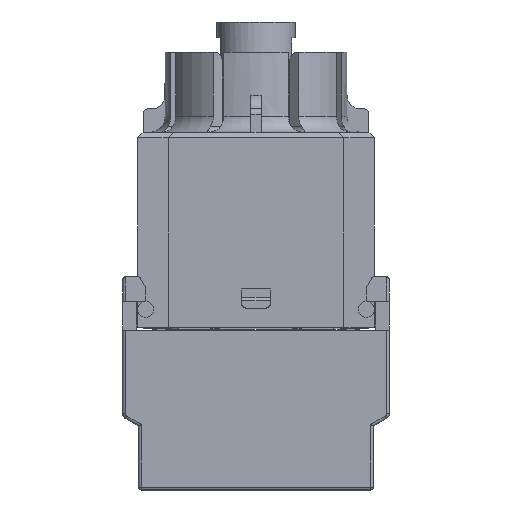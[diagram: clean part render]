
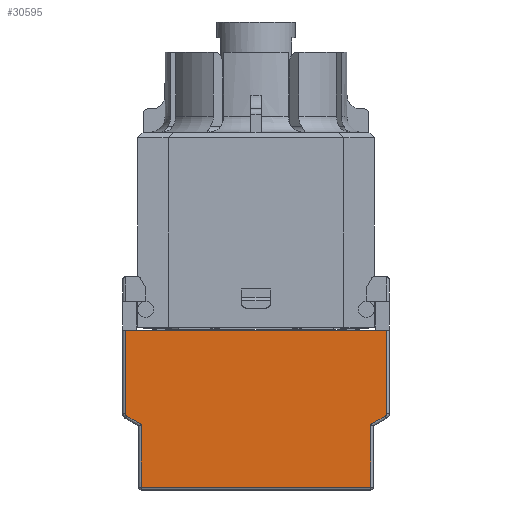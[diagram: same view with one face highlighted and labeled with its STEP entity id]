
A CAD part, left-side view. The second image highlights one B-rep face of the part: STEP entity #30595.
In plain terms, the highlighted planar face has unit normal (-1, 0, 0).
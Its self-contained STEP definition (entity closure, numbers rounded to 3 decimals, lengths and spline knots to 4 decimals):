
#1967=CIRCLE($,#32644,0.025);
#1980=CIRCLE($,#32673,0.025);
#3191=FACE_OUTER_BOUND($,#4962,.T.);
#4962=EDGE_LOOP($,(#25447,#25448,#25449,#25450,#25451,#25452,#25453,#25454,
#25455,#25456));
#7935=LINE($,#61120,#11088);
#7937=LINE($,#61137,#11090);
#7938=LINE($,#61151,#11091);
#7939=LINE($,#61153,#11092);
#7943=LINE($,#61163,#11096);
#7949=LINE($,#61193,#11102);
#7950=LINE($,#61209,#11103);
#7951=LINE($,#61211,#11104);
#11088=VECTOR($,#38689,0.7845);
#11090=VECTOR($,#38699,0.1588);
#11091=VECTOR($,#38722,0.5894);
#11092=VECTOR($,#38725,2.15);
#11096=VECTOR($,#38737,0.5894);
#11102=VECTOR($,#38763,0.1588);
#11103=VECTOR($,#38772,0.7845);
#11104=VECTOR($,#38775,2.45);
#14292=VERTEX_POINT($,#61109);
#14294=VERTEX_POINT($,#61117);
#14295=VERTEX_POINT($,#61119);
#14296=VERTEX_POINT($,#61132);
#14297=VERTEX_POINT($,#61136);
#14299=VERTEX_POINT($,#61145);
#14301=VERTEX_POINT($,#61162);
#14306=VERTEX_POINT($,#61191);
#14307=VERTEX_POINT($,#61203);
#14308=VERTEX_POINT($,#61207);
#18261=EDGE_CURVE($,#14294,#14295,#7935,.T.);
#18265=EDGE_CURVE($,#14295,#14296,#1967,.T.);
#18266=EDGE_CURVE($,#14296,#14297,#7937,.T.);
#18274=EDGE_CURVE($,#14297,#14299,#7938,.T.);
#18275=EDGE_CURVE($,#14299,#14292,#7939,.T.);
#18280=EDGE_CURVE($,#14292,#14301,#7943,.T.);
#18292=EDGE_CURVE($,#14301,#14306,#7949,.T.);
#18294=EDGE_CURVE($,#14306,#14307,#1980,.T.);
#18296=EDGE_CURVE($,#14307,#14308,#7950,.T.);
#18297=EDGE_CURVE($,#14294,#14308,#7951,.T.);
#25447=ORIENTED_EDGE($,*,*,#18296,.F.);
#25448=ORIENTED_EDGE($,*,*,#18294,.F.);
#25449=ORIENTED_EDGE($,*,*,#18292,.F.);
#25450=ORIENTED_EDGE($,*,*,#18280,.F.);
#25451=ORIENTED_EDGE($,*,*,#18275,.F.);
#25452=ORIENTED_EDGE($,*,*,#18274,.F.);
#25453=ORIENTED_EDGE($,*,*,#18266,.F.);
#25454=ORIENTED_EDGE($,*,*,#18265,.F.);
#25455=ORIENTED_EDGE($,*,*,#18261,.F.);
#25456=ORIENTED_EDGE($,*,*,#18297,.T.);
#29124=PLANE($,#32676);
#30595=ADVANCED_FACE($,(#3191),#29124,.T.);
#32644=AXIS2_PLACEMENT_3D($,#61134,#38695,#38696);
#32673=AXIS2_PLACEMENT_3D($,#61205,#38766,#38767);
#32676=AXIS2_PLACEMENT_3D($,#61210,#38773,#38774);
#38689=DIRECTION($,(0.,0.,-1.));
#38695=DIRECTION('center_axis',(1.,0.,0.));
#38696=DIRECTION('ref_axis',(0.,-0.866,
-0.5));
#38699=DIRECTION($,(0.,0.866,-0.5));
#38722=DIRECTION($,(0.,0.,-1.));
#38725=DIRECTION($,(0.,1.,0.));
#38737=DIRECTION($,(0.,0.,1.));
#38763=DIRECTION($,(0.,0.866,0.5));
#38766=DIRECTION('center_axis',(1.,0.,0.));
#38767=DIRECTION('ref_axis',(0.,0.866,-0.5));
#38772=DIRECTION($,(0.,0.,1.));
#38773=DIRECTION('center_axis',(-1.,0.,0.));
#38774=DIRECTION('ref_axis',(0.,0.,-1.));
#38775=DIRECTION($,(0.,1.,0.));
#61109=CARTESIAN_POINT('',(-1.1141,1.0117,-2.5575));
#61117=CARTESIAN_POINT('',(-1.1141,-1.2883,-1.0825));
#61119=CARTESIAN_POINT('',(-1.1141,-1.2883,-1.867));
#61120=CARTESIAN_POINT($,(-1.1141,-1.2883,-1.7208));
#61132=CARTESIAN_POINT('',(-1.1141,-1.2758,-1.8887));
#61134=CARTESIAN_POINT('Origin',(-1.1141,-1.2633,-1.867));
#61136=CARTESIAN_POINT('',(-1.1141,-1.1383,-1.9681));
#61137=CARTESIAN_POINT($,(-1.1141,-0.8267,-2.148));
#61145=CARTESIAN_POINT('',(-1.1141,-1.1383,-2.5575));
#61151=CARTESIAN_POINT($,(-1.1141,-1.1383,-2.0785));
#61153=CARTESIAN_POINT($,(-1.1141,0.4867,-2.5575));
#61162=CARTESIAN_POINT('',(-1.1141,1.0117,-1.9681));
#61163=CARTESIAN_POINT($,(-1.1141,1.0117,-1.7785));
#61191=CARTESIAN_POINT('',(-1.1141,1.1492,-1.8887));
#61193=CARTESIAN_POINT($,(-1.1141,0.7625,-2.1119));
#61203=CARTESIAN_POINT('',(-1.1141,1.1617,-1.867));
#61205=CARTESIAN_POINT('Origin',(-1.1141,1.1367,-1.867));
#61207=CARTESIAN_POINT('',(-1.1141,1.1617,-1.0825));
#61209=CARTESIAN_POINT($,(-1.1141,1.1617,-1.0785));
#61210=CARTESIAN_POINT('Origin',(-1.1141,-0.0633,
-1.5745));
#61211=CARTESIAN_POINT($,(-1.1141,-0.6883,-1.0825));
